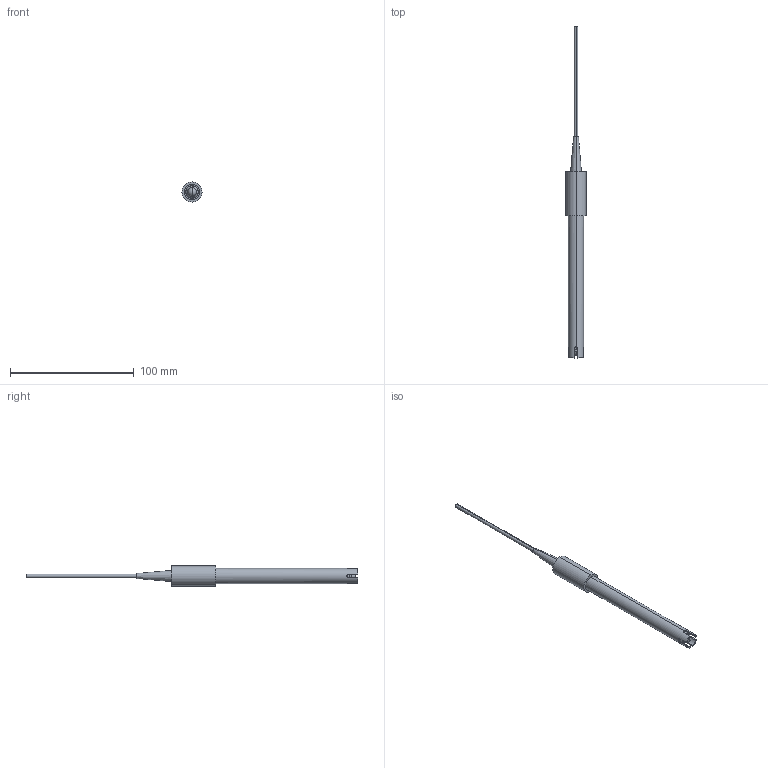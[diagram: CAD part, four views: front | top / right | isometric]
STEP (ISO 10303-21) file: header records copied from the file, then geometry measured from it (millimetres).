
FILE_DESCRIPTION (( 'STEP AP214' ), '1' );
FILE_NAME ('ENV-30-pH.STEP', '2020-12-04T18:24:10', ( '' ), ( '' ), 'SwSTEP 2.0', 'SolidWorks 2020', '' );
FILE_SCHEMA (( 'AUTOMOTIVE_DESIGN' ));
Length unit declared in the file: millimetre
Products named in the file (1): ENV-30-pH
Bounding box: 16.3 x 268.6 x 16.3 mm (x, y, z)
Volume: 21870 mm3; surface area: 8310.6 mm2
Topology: 1 solids, 1 shells, 40 faces, 100 edges, 63 vertices
Faces by surface type: cylinder 18, plane 16, cone 2, sphere 2, torus 2
Entity records: 1516 total; most frequent: CARTESIAN_POINT 398, DIRECTION 194, ORIENTED_EDGE 192, EDGE_CURVE 96, AXIS2_PLACEMENT_3D 73, VERTEX_POINT 61, VECTOR 48, LINE 48
